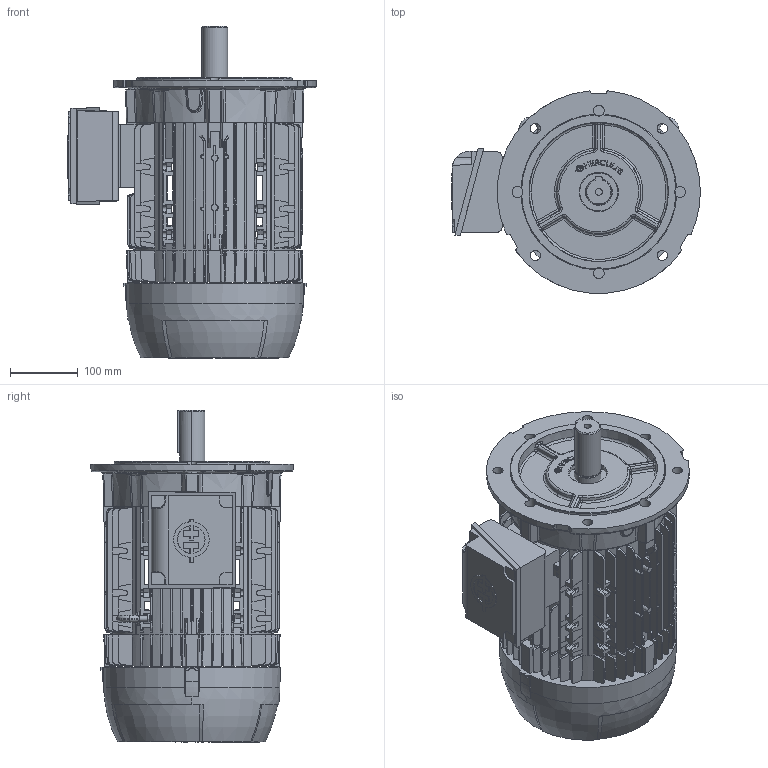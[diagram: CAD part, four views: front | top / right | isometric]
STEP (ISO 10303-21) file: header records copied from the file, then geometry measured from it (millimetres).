
FILE_DESCRIPTION (( 'STEP AP203' ), '1' );
FILE_NAME ('132ML_SP_FF_RIGHT.STEP', '2022-07-27T12:41:19', ( '' ), ( '' ), 'SwSTEP 2.0', 'SolidWorks 2020', '' );
FILE_SCHEMA (( 'CONFIG_CONTROL_DESIGN' ));
Products named in the file (1): 132ML_SP_FF_RIGHT
Bounding box: 367.07 x 298.63 x 490 mm (x, y, z)
Surface area: 964176.2 mm2 (no closed solid volume)
Topology: 0 solids, 17 shells, 2279 faces, 6711 edges, 4406 vertices
Faces by surface type: plane 1311, cone 357, bspline 288, cylinder 197, torus 112, sphere 14
Entity records: 88212 total; most frequent: CARTESIAN_POINT 32528, ORIENTED_EDGE 12396, DIRECTION 9945, EDGE_CURVE 6693, VERTEX_POINT 4406, VECTOR 3403, LINE 3403, AXIS2_PLACEMENT_3D 3271
